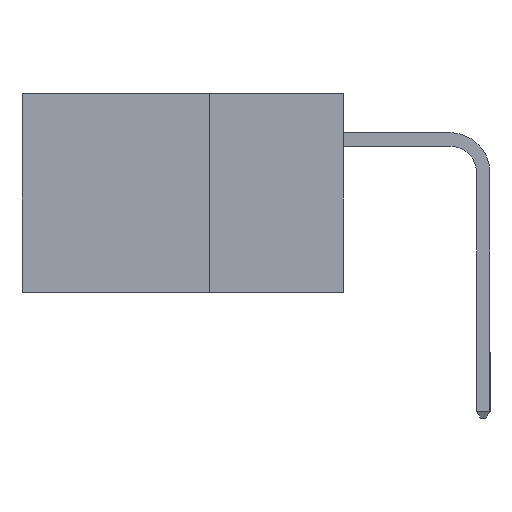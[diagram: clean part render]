
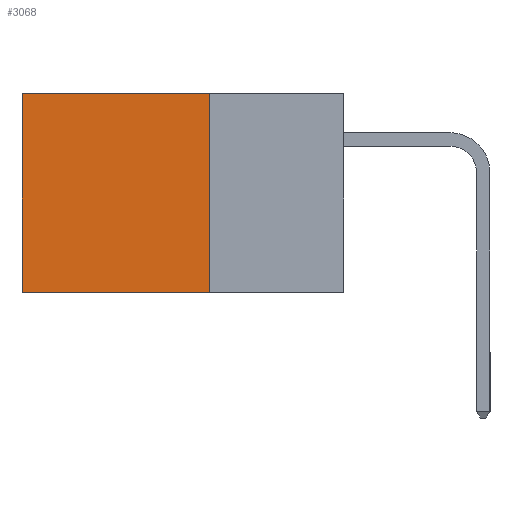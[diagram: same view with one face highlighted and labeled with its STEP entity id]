
A CAD part, left-side view. The second image highlights one B-rep face of the part: STEP entity #3068.
In plain terms, the highlighted planar face has unit normal (-1, 0, 0).
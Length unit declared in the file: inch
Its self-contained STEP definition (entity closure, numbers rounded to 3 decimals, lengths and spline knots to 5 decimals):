
#188 = ORIENTED_EDGE ( 'NONE', *, *, #278, .T. ) ;
#278 = EDGE_CURVE ( 'NONE', #12325, #17233, #3439, .T. ) ;
#999 = EDGE_LOOP ( 'NONE', ( #188, #7440, #5627, #15161 ) ) ;
#1390 = DIRECTION ( 'NONE',  ( 0., 1., 0. ) ) ;
#2850 = LINE ( 'NONE', #18591, #8920 ) ;
#3068 = ADVANCED_FACE ( 'NONE', ( #15975 ), #14379, .F. ) ;
#3439 = LINE ( 'NONE', #12298, #8417 ) ;
#4161 = CARTESIAN_POINT ( 'NONE',  ( 0.2615, 0.25, -0.37 ) ) ;
#4992 = LINE ( 'NONE', #15104, #19578 ) ;
#5339 = DIRECTION ( 'NONE',  ( 0., 0., -1. ) ) ;
#5627 = ORIENTED_EDGE ( 'NONE', *, *, #9577, .F. ) ;
#5631 = CARTESIAN_POINT ( 'NONE',  ( 0.2615, 0.25, -0.37 ) ) ;
#6471 = DIRECTION ( 'NONE',  ( 0., 0., -1. ) ) ;
#7233 = DIRECTION ( 'NONE',  ( 0., 0., -1. ) ) ;
#7440 = ORIENTED_EDGE ( 'NONE', *, *, #10736, .F. ) ;
#7763 = VERTEX_POINT ( 'NONE', #21412 ) ;
#7916 = CARTESIAN_POINT ( 'NONE',  ( 0.2615, 0.6, 0. ) ) ;
#8417 = VECTOR ( 'NONE', #5339, 39.37008 ) ;
#8920 = VECTOR ( 'NONE', #6471, 39.37008 ) ;
#9577 = EDGE_CURVE ( 'NONE', #7763, #11731, #2850, .T. ) ;
#10736 = EDGE_CURVE ( 'NONE', #11731, #17233, #17753, .T. ) ;
#11731 = VERTEX_POINT ( 'NONE', #4161 ) ;
#12298 = CARTESIAN_POINT ( 'NONE',  ( 0.2615, 0.6, -0.37 ) ) ;
#12325 = VERTEX_POINT ( 'NONE', #7916 ) ;
#12557 = CARTESIAN_POINT ( 'NONE',  ( 0.2615, 0.25, -0.37 ) ) ;
#14018 = DIRECTION ( 'NONE',  ( 0., 1., 0. ) ) ;
#14379 = PLANE ( 'NONE',  #17834 ) ;
#15104 = CARTESIAN_POINT ( 'NONE',  ( 0.2615, 0.25, 0. ) ) ;
#15161 = ORIENTED_EDGE ( 'NONE', *, *, #17554, .T. ) ;
#15415 = VECTOR ( 'NONE', #14018, 39.37008 ) ;
#15975 = FACE_OUTER_BOUND ( 'NONE', #999, .T. ) ;
#17233 = VERTEX_POINT ( 'NONE', #17586 ) ;
#17554 = EDGE_CURVE ( 'NONE', #7763, #12325, #4992, .T. ) ;
#17586 = CARTESIAN_POINT ( 'NONE',  ( 0.2615, 0.6, -0.37 ) ) ;
#17753 = LINE ( 'NONE', #12557, #15415 ) ;
#17834 = AXIS2_PLACEMENT_3D ( 'NONE', #5631, #19691, #7233 ) ;
#18591 = CARTESIAN_POINT ( 'NONE',  ( 0.2615, 0.25, -0.37 ) ) ;
#19578 = VECTOR ( 'NONE', #1390, 39.37008 ) ;
#19691 = DIRECTION ( 'NONE',  ( 1., 0., 0. ) ) ;
#21412 = CARTESIAN_POINT ( 'NONE',  ( 0.2615, 0.25, 0. ) ) ;
